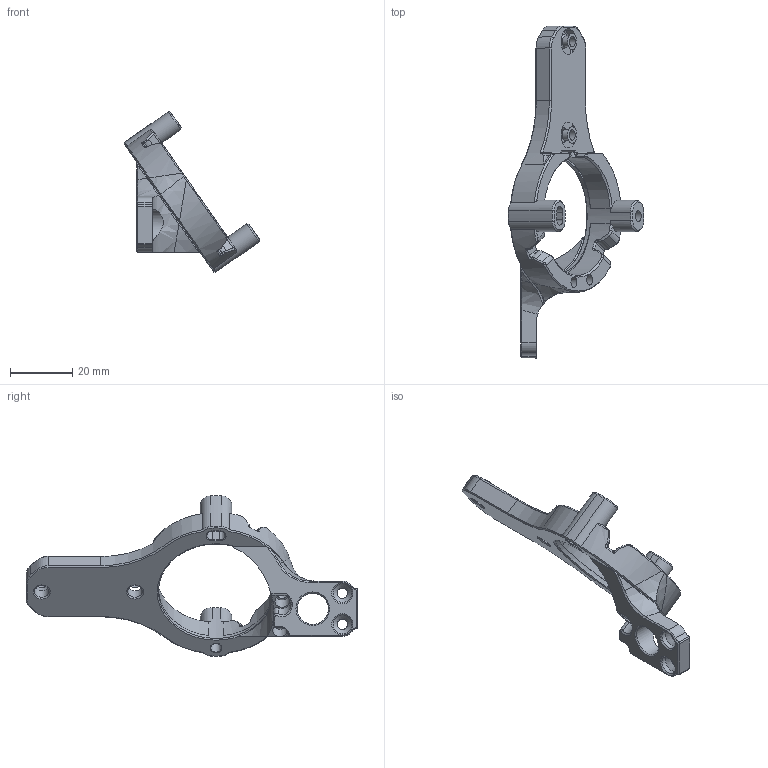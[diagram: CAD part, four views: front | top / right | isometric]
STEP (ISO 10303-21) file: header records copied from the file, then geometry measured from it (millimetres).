
FILE_DESCRIPTION(/* description */ (''),/* implementation_level */ '2;1');
FILE_NAME(/* name */ 'Roadkill - Toolhead Mount - v1.3.step',/* time_stamp */ '2022-05-10T08:35:53-05:00',/* author */ (''),/* organization */ (''),/* preprocessor_version */ 'ST-DEVELOPER v18.1',/* originating_system */ 'Autodesk Translation Framework v10.14.0.1471',/* authorisation */ '');
FILE_SCHEMA (('AUTOMOTIVE_DESIGN { 1 0 10303 214 3 1 1 }'));
Length unit declared in the file: millimetre
Products named in the file (3): Roadkill Mount Slotted; Roadkill Mount; Sherpa Mini
Assembly tree (2 placements, depth 2):
  Roadkill Mount Slotted
    Roadkill Mount
    Sherpa Mini
Bounding box: 43.47 x 106.55 x 51.57 mm (x, y, z)
Volume: 15000.2 mm3; surface area: 9871 mm2
Topology: 2 solids, 2 shells, 340 faces, 887 edges, 554 vertices
Faces by surface type: bspline 100, cylinder 85, plane 72, cone 71, torus 12
Full cylindrical faces by diameter (mm): 3 x2, 3.3 x10, 3.4 x1, 4.7 x4, 6 x2, 10 x1, 37 x1
Entity records: 14003 total; most frequent: CARTESIAN_POINT 6182, ORIENTED_EDGE 1770, DIRECTION 1402, EDGE_CURVE 885, VERTEX_POINT 554, AXIS2_PLACEMENT_3D 553, EDGE_LOOP 369, FACE_OUTER_BOUND 340
